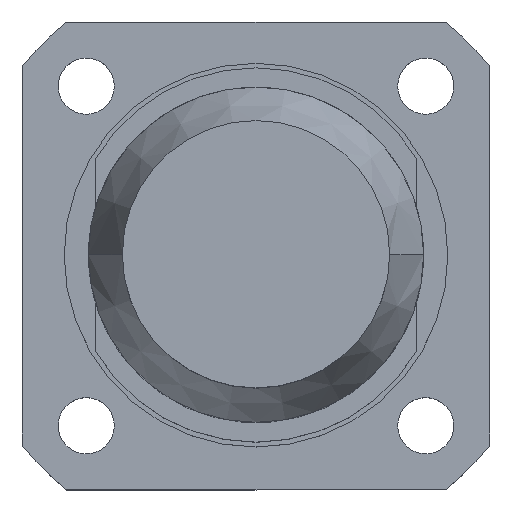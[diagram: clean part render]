
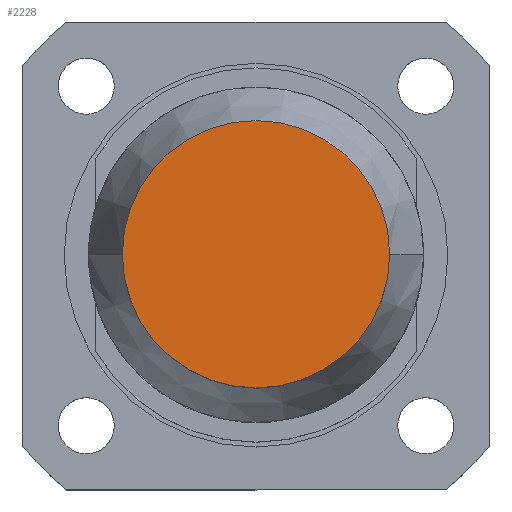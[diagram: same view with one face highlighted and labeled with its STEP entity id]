
A CAD part, top view. The second image highlights one B-rep face of the part: STEP entity #2228.
In plain terms, the highlighted planar face has unit normal (0, 0, 1).
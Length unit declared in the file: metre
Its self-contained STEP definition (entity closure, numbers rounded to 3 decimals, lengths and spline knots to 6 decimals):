
#493 = AXIS2_PLACEMENT_3D ( 'NONE', #1522, #3767, #1859 ) ;
#692 = AXIS2_PLACEMENT_3D ( 'NONE', #774, #3708, #1801 ) ;
#774 = CARTESIAN_POINT ( 'NONE',  ( 0., 0.0048, 0. ) ) ;
#908 = CIRCLE ( 'NONE', #1950, 0.005 ) ;
#994 = EDGE_CURVE ( 'NONE', #2739, #1805, #3672, .T. ) ;
#1019 = CARTESIAN_POINT ( 'NONE',  ( 0., 0., 0. ) ) ;
#1379 = DIRECTION ( 'NONE',  ( -1., 0., 0. ) ) ;
#1522 = CARTESIAN_POINT ( 'NONE',  ( 0., 0., 0. ) ) ;
#1801 = DIRECTION ( 'NONE',  ( -1., 0., 0. ) ) ;
#1805 = VERTEX_POINT ( 'NONE', #4009 ) ;
#1823 = FACE_OUTER_BOUND ( 'NONE', #2694, .T. ) ;
#1859 = DIRECTION ( 'NONE',  ( -1., 0., 0. ) ) ;
#1950 = AXIS2_PLACEMENT_3D ( 'NONE', #1019, #3306, #1379 ) ;
#2228 = ADVANCED_FACE ( 'NONE', ( #1823 ), #4018, .F. ) ;
#2694 = EDGE_LOOP ( 'NONE', ( #3093, #3945 ) ) ;
#2739 = VERTEX_POINT ( 'NONE', #3264 ) ;
#2815 = EDGE_CURVE ( 'NONE', #1805, #2739, #908, .T. ) ;
#3093 = ORIENTED_EDGE ( 'NONE', *, *, #994, .F. ) ;
#3264 = CARTESIAN_POINT ( 'NONE',  ( -0.005, 0., 0. ) ) ;
#3306 = DIRECTION ( 'NONE',  ( 0., 0., -1. ) ) ;
#3672 = CIRCLE ( 'NONE', #493, 0.005 ) ;
#3708 = DIRECTION ( 'NONE',  ( 0., 0., -1. ) ) ;
#3767 = DIRECTION ( 'NONE',  ( 0., 0., -1. ) ) ;
#3945 = ORIENTED_EDGE ( 'NONE', *, *, #2815, .F. ) ;
#4009 = CARTESIAN_POINT ( 'NONE',  ( 0.005, 0., 0. ) ) ;
#4018 = PLANE ( 'NONE',  #692 ) ;
